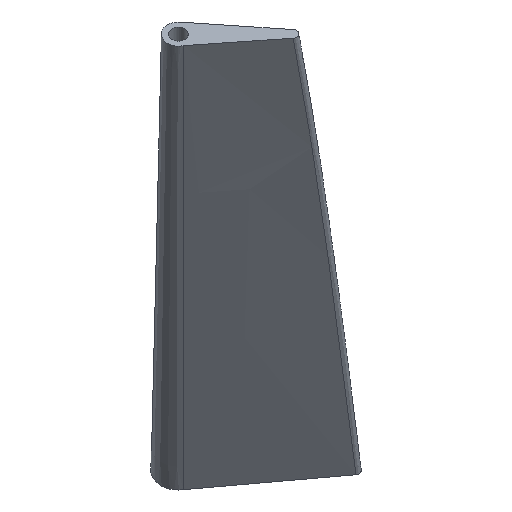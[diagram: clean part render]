
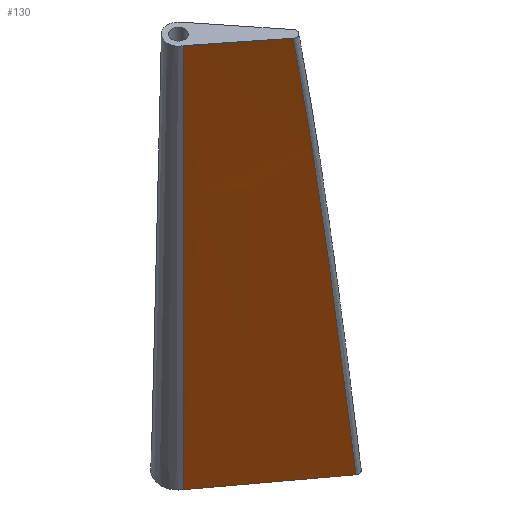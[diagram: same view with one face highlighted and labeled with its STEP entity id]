
A CAD part, top view. The second image highlights one B-rep face of the part: STEP entity #130.
In plain terms, the highlighted free-form (B-spline) face has degree [3, 3] with [7, 4] control points.
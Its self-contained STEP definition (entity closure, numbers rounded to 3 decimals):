
#16=B_SPLINE_SURFACE_WITH_KNOTS('',3,3,((#460,#461,#462,#463),(#464,#465,
#466,#467),(#468,#469,#470,#471),(#472,#473,#474,#475),(#476,#477,#478,
#479),(#480,#481,#482,#483),(#484,#485,#486,#487)),.UNSPECIFIED.,.F.,.F.,
 .F.,(4,1,1,1,4),(4,4),(0.875,0.89,0.92,
0.95,0.98),(0.178,0.945),
 .UNSPECIFIED.);
#22=B_SPLINE_CURVE_WITH_KNOTS('',3,(#290,#291,#292,#293,#294,#295,#296,
#297,#298,#299),.UNSPECIFIED.,.F.,.F.,(4,3,3,4),(-2.895,-1.966,
-1.038,-0.132),.UNSPECIFIED.);
#24=B_SPLINE_CURVE_WITH_KNOTS('',3,(#313,#314,#315,#316,#317,#318,#319,
#320,#321,#322),.UNSPECIFIED.,.F.,.F.,(4,3,3,4),(-2.059,-1.753,
-1.141,-0.601),.UNSPECIFIED.);
#28=B_SPLINE_CURVE_WITH_KNOTS('',3,(#451,#452,#453,#454,#455,#456,#457,
#458),.UNSPECIFIED.,.F.,.F.,(4,2,2,4),(-9.989,-5.125,
-0.247,0.),.UNSPECIFIED.);
#29=B_SPLINE_CURVE_WITH_KNOTS('',3,(#488,#489,#490,#491,#492,#493),
 .UNSPECIFIED.,.F.,.F.,(4,1,1,4),(-11.506,-7.212,-4.349,
-1.494),.UNSPECIFIED.);
#45=FACE_OUTER_BOUND('',#55,.T.);
#55=EDGE_LOOP('',(#114,#115,#116,#117));
#70=VERTEX_POINT('',#203);
#71=VERTEX_POINT('',#289);
#74=VERTEX_POINT('',#310);
#75=VERTEX_POINT('',#312);
#81=EDGE_CURVE('',#70,#71,#22,.T.);
#85=EDGE_CURVE('',#74,#75,#24,.T.);
#89=EDGE_CURVE('',#74,#71,#28,.T.);
#91=EDGE_CURVE('',#75,#70,#29,.T.);
#114=ORIENTED_EDGE('',*,*,#89,.T.);
#115=ORIENTED_EDGE('',*,*,#81,.F.);
#116=ORIENTED_EDGE('',*,*,#91,.F.);
#117=ORIENTED_EDGE('',*,*,#85,.F.);
#130=ADVANCED_FACE('',(#45),#16,.T.);
#203=CARTESIAN_POINT('',(461.565,19.928,21.372));
#289=CARTESIAN_POINT('',(433.676,17.511,23.788));
#290=CARTESIAN_POINT('Ctrl Pts',(461.565,19.928,21.372));
#291=CARTESIAN_POINT('Ctrl Pts',(458.487,19.597,21.702));
#292=CARTESIAN_POINT('Ctrl Pts',(455.344,19.282,22.017));
#293=CARTESIAN_POINT('Ctrl Pts',(452.189,18.988,22.311));
#294=CARTESIAN_POINT('Ctrl Pts',(449.034,18.694,22.605));
#295=CARTESIAN_POINT('Ctrl Pts',(445.866,18.42,22.879));
#296=CARTESIAN_POINT('Ctrl Pts',(442.73,18.171,23.129));
#297=CARTESIAN_POINT('Ctrl Pts',(439.671,17.927,23.372));
#298=CARTESIAN_POINT('Ctrl Pts',(436.642,17.706,23.593));
#299=CARTESIAN_POINT('Ctrl Pts',(433.676,17.511,23.788));
#310=CARTESIAN_POINT('',(433.666,89.185,92.985));
#312=CARTESIAN_POINT('',(451.426,90.392,91.779));
#313=CARTESIAN_POINT('Ctrl Pts',(433.666,89.185,92.985));
#314=CARTESIAN_POINT('Ctrl Pts',(434.943,89.259,92.912));
#315=CARTESIAN_POINT('Ctrl Pts',(436.232,89.337,92.834));
#316=CARTESIAN_POINT('Ctrl Pts',(437.524,89.417,92.754));
#317=CARTESIAN_POINT('Ctrl Pts',(440.108,89.579,92.592));
#318=CARTESIAN_POINT('Ctrl Pts',(442.701,89.753,92.418));
#319=CARTESIAN_POINT('Ctrl Pts',(445.189,89.929,92.242));
#320=CARTESIAN_POINT('Ctrl Pts',(447.383,90.085,92.086));
#321=CARTESIAN_POINT('Ctrl Pts',(449.495,90.242,91.928));
#322=CARTESIAN_POINT('Ctrl Pts',(451.426,90.392,91.779));
#451=CARTESIAN_POINT('Ctrl Pts',(433.666,89.185,92.985));
#452=CARTESIAN_POINT('Ctrl Pts',(433.667,76.896,81.128));
#453=CARTESIAN_POINT('Ctrl Pts',(433.658,65.206,69.847));
#454=CARTESIAN_POINT('Ctrl Pts',(433.649,43.77,49.154));
#455=CARTESIAN_POINT('Ctrl Pts',(433.647,30.98,36.804));
#456=CARTESIAN_POINT('Ctrl Pts',(433.673,18.695,24.932));
#457=CARTESIAN_POINT('Ctrl Pts',(433.675,18.103,24.36));
#458=CARTESIAN_POINT('Ctrl Pts',(433.676,17.511,23.788));
#460=CARTESIAN_POINT('Ctrl Pts',(428.954,17.217,24.082));
#461=CARTESIAN_POINT('Ctrl Pts',(430.524,41.207,47.05));
#462=CARTESIAN_POINT('Ctrl Pts',(432.095,65.196,70.018));
#463=CARTESIAN_POINT('Ctrl Pts',(433.666,89.185,92.985));
#464=CARTESIAN_POINT('Ctrl Pts',(430.434,17.304,23.996));
#465=CARTESIAN_POINT('Ctrl Pts',(431.937,41.289,46.968));
#466=CARTESIAN_POINT('Ctrl Pts',(433.44,65.274,69.94));
#467=CARTESIAN_POINT('Ctrl Pts',(434.943,89.259,92.912));
#468=CARTESIAN_POINT('Ctrl Pts',(434.938,17.583,23.717));
#469=CARTESIAN_POINT('Ctrl Pts',(436.23,41.552,46.704));
#470=CARTESIAN_POINT('Ctrl Pts',(437.521,65.522,69.692));
#471=CARTESIAN_POINT('Ctrl Pts',(438.812,89.492,92.679));
#472=CARTESIAN_POINT('Ctrl Pts',(442.699,18.147,23.153));
#473=CARTESIAN_POINT('Ctrl Pts',(443.564,42.073,46.183));
#474=CARTESIAN_POINT('Ctrl Pts',(444.429,66.,69.213));
#475=CARTESIAN_POINT('Ctrl Pts',(445.294,89.927,92.244));
#476=CARTESIAN_POINT('Ctrl Pts',(452.201,18.968,22.332));
#477=CARTESIAN_POINT('Ctrl Pts',(452.282,42.8,45.457));
#478=CARTESIAN_POINT('Ctrl Pts',(452.362,66.631,68.582));
#479=CARTESIAN_POINT('Ctrl Pts',(452.442,90.463,91.708));
#480=CARTESIAN_POINT('Ctrl Pts',(458.487,19.597,21.702));
#481=CARTESIAN_POINT('Ctrl Pts',(457.726,43.322,44.934));
#482=CARTESIAN_POINT('Ctrl Pts',(456.965,67.048,68.166));
#483=CARTESIAN_POINT('Ctrl Pts',(456.204,90.773,91.398));
#484=CARTESIAN_POINT('Ctrl Pts',(461.565,19.928,21.372));
#485=CARTESIAN_POINT('Ctrl Pts',(460.263,43.584,44.672));
#486=CARTESIAN_POINT('Ctrl Pts',(458.96,67.241,67.973));
#487=CARTESIAN_POINT('Ctrl Pts',(457.658,90.897,91.274));
#488=CARTESIAN_POINT('Ctrl Pts',(451.426,90.392,91.779));
#489=CARTESIAN_POINT('Ctrl Pts',(453.32,80.356,81.747));
#490=CARTESIAN_POINT('Ctrl Pts',(455.956,63.58,64.983));
#491=CARTESIAN_POINT('Ctrl Pts',(459.09,40.072,41.496));
#492=CARTESIAN_POINT('Ctrl Pts',(460.752,26.638,28.075));
#493=CARTESIAN_POINT('Ctrl Pts',(461.565,19.928,21.372));
